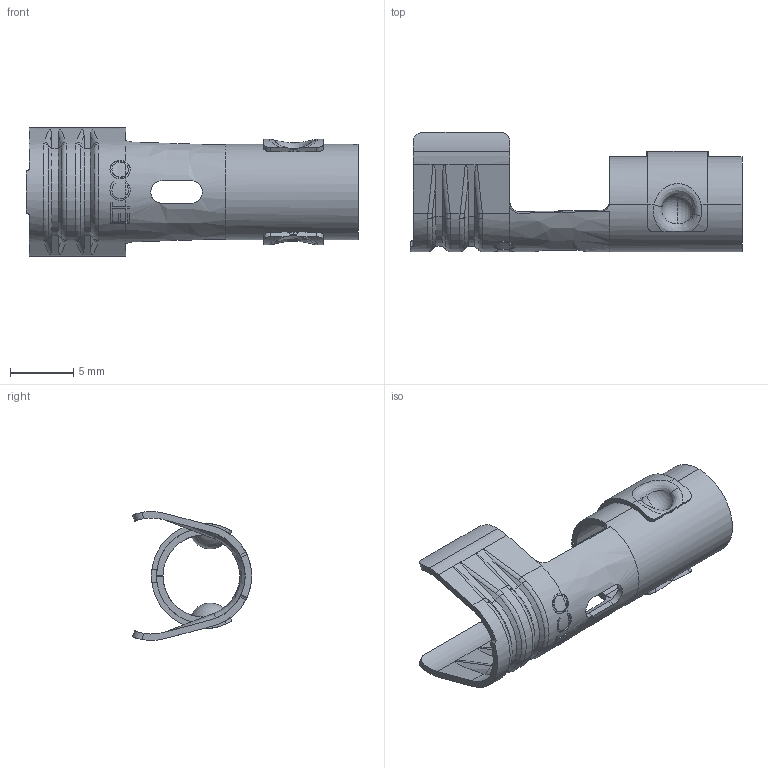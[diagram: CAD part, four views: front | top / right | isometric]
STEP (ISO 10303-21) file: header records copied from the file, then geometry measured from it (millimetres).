
FILE_DESCRIPTION (( 'STEP AP203' ), '1' );
FILE_NAME ('SP86.STEP', '2019-11-05T19:57:38', ( 'tempuser' ), ( 'Microsoft' ), 'SwSTEP 2.0', 'SolidWorks 2019', '' );
FILE_SCHEMA (( 'CONFIG_CONTROL_DESIGN' ));
Length unit declared in the file: inch
Products named in the file (3): SP86; SCA4 expanded for mating_SCA4-MB; SP86_SP86 without carrier
Assembly tree (2 placements, depth 2):
  SP86
    SP86_SP86 without carrier
    SCA4 expanded for mating_SCA4-MB
Bounding box: 26.16 x 9.4 x 10.16 mm (x, y, z)
Volume: 267.9 mm3; surface area: 1256.3 mm2
Topology: 2 solids, 2 shells, 249 faces, 698 edges, 445 vertices
Faces by surface type: bspline 95, cylinder 72, plane 70, sphere 8, torus 4
Entity records: 13476 total; most frequent: CARTESIAN_POINT 7768, ORIENTED_EDGE 1396, DIRECTION 756, EDGE_CURVE 698, VERTEX_POINT 445, B_SPLINE_CURVE_WITH_KNOTS 329, AXIS2_PLACEMENT_3D 268, EDGE_LOOP 251
